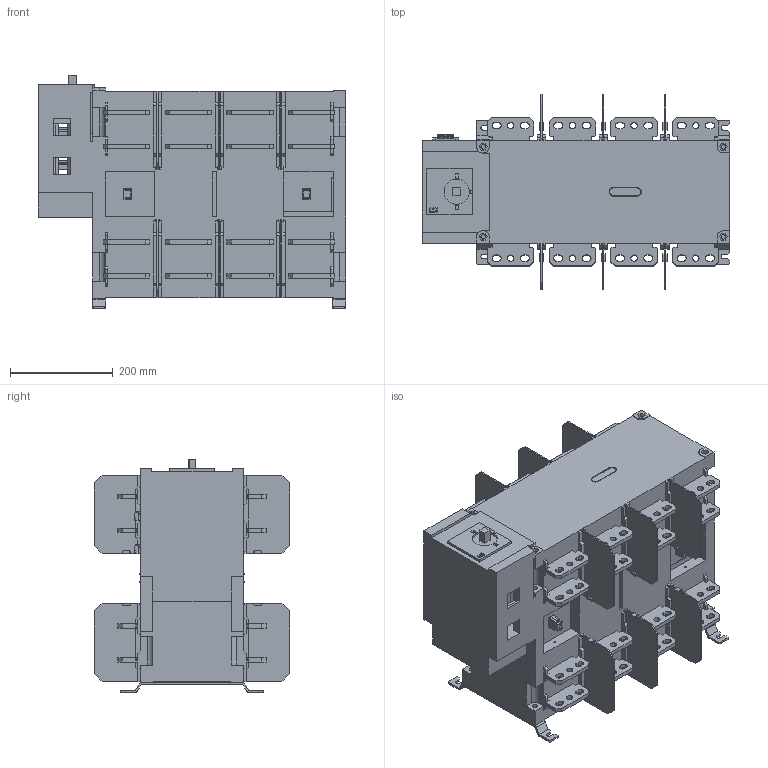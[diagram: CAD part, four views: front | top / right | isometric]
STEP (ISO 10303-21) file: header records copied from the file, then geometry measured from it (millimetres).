
FILE_DESCRIPTION((''),'2;1');
FILE_NAME('LBS-3200-CO_ASM_1_1_2_ASM','2021-10-12T',('marketing.praksa'),('Audax d.o.o.'),'CREO PARAMETRIC BY PTC INC, 2017480','CREO PARAMETRIC BY PTC INC, 2017480','');
FILE_SCHEMA(('AUTOMOTIVE_DESIGN { 1 0 10303 214 1 1 1 1 }'));
Products named in the file (48): 1Z_1_1_2; Y2_1_1_2; BARRI_1_1_2_3_1; BARRI_1_1_2_3_2; BARRI_1_1_2_3_ASM; BARR_ASM_1_1_2_ASM; PRT9574_1_1_2_3_4_1; PRT9574_1_1_2_3_4_2; PRT9574_1_1_2_3_4_3; PRT9574_1_1_2_3_4_ASM; PRT9573_1_1_2_1_1_1; PRT9573_1_1_2_2_1_1; ER1_ASM_1_1_ASM; ER3_1_1_2_1; ER3_1_1_2_2; ER3_1_1_2_3; ER3_1_1_2_4; ER3_1_1_2_5; ER3_1_1_2_6; ER3_1_1_2_7; ER3_1_1_2_8; ER3_1_1_2_9; ER3_1_1_2_10; ER3_1_1_2_11; ER3_1_1_2_12; ER3_1_1_2_13; ER3_1_1_2_14; ER3_1_1_2_15; ER3_1_1_2_16; ER3_1_1_2_17; ER3_1_1_2_18; ER3_1_1_2_19; ER3_1_1_2_20; ER3_1_1_2_21; ER3_1_1_2_22; ER3_1_1_2_23; ER3_1_1_2_24; ER3_1_1_2_25; ER3_1_1_2_26; ER3_1_1_2_27 ...
Assembly tree (50 placements, depth 4):
  LBS-3200-CO_ASM_1_1_2_ASM
    1Z_1_1_2
    Y2_1_1_2
    BARR_ASM_1_1_2_ASM  x2
      BARRI_1_1_2_3_ASM
        BARRI_1_1_2_3_1
        BARRI_1_1_2_3_2
    PRT9574_1_1_2_3_4_ASM
      PRT9574_1_1_2_3_4_1
      PRT9574_1_1_2_3_4_2
      PRT9574_1_1_2_3_4_3
    ER1_ASM_1_1_ASM
      PRT9573_1_1_2_1_1_1
      PRT9573_1_1_2_2_1_1
    ER3_1_1_2_ASM
      ER3_1_1_2_1
      ER3_1_1_2_2
      ER3_1_1_2_3
      ER3_1_1_2_4
      ER3_1_1_2_5
      ER3_1_1_2_6
      ER3_1_1_2_7
      ER3_1_1_2_8
      ER3_1_1_2_9
      ER3_1_1_2_10
      ER3_1_1_2_11
      ER3_1_1_2_12
      ER3_1_1_2_13
      ER3_1_1_2_14
      ER3_1_1_2_15
      ER3_1_1_2_16
      ER3_1_1_2_17
      ER3_1_1_2_18
      ER3_1_1_2_19
      ER3_1_1_2_20
      ER3_1_1_2_21
      ER3_1_1_2_22
      ER3_1_1_2_23
      ER3_1_1_2_24
      ER3_1_1_2_25
      ER3_1_1_2_26
      ER3_1_1_2_27
      ER3_1_1_2_28
      ER3_1_1_2_29
      ER3_1_1_2_30
      ER3_1_1_2_31
      ER3_1_1_2_32
    N_1_1
Bounding box: 598 x 380 x 454.5 mm (x, y, z)
Volume: 41662385.9 mm3; surface area: 2058393.6 mm2
Topology: 52 solids, 62 shells, 2601 faces, 7554 edges, 5108 vertices
Faces by surface type: plane 2105, cylinder 489, cone 7
Entity records: 107062 total; most frequent: CARTESIAN_POINT 14384, ORIENTED_EDGE 13888, DIRECTION 13134, EDGE_CURVE 6944, VECTOR 5740, LINE 5740, PRESENTATION_STYLE_ASSIGNMENT 5289, STYLED_ITEM 5289
